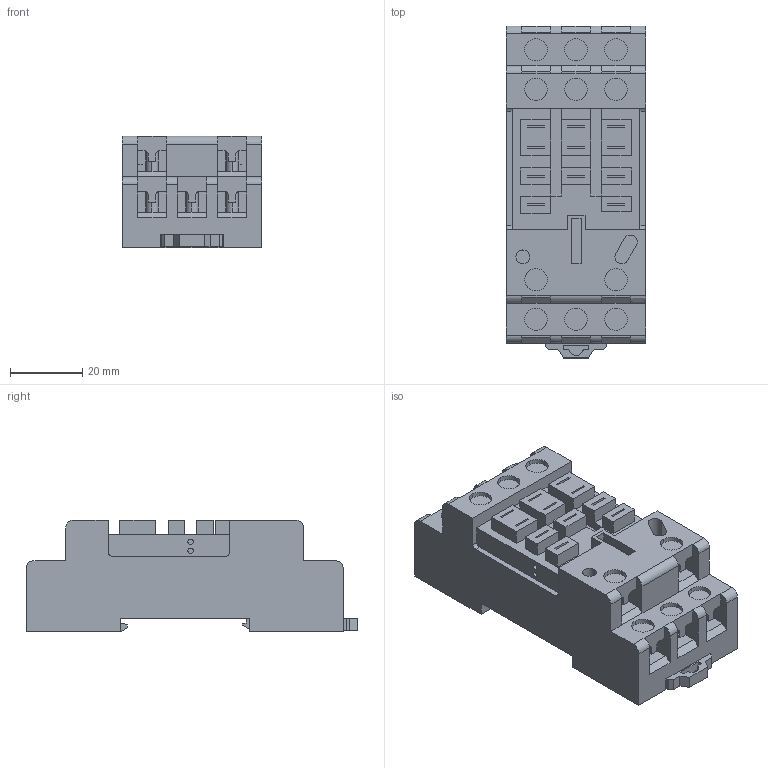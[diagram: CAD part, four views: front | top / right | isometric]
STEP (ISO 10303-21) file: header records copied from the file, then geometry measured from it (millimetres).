
FILE_DESCRIPTION(('CATIA V5R19 STEP'),'2;1');
FILE_NAME ('6882842_4', '2015-02-12T06:37:29+00:00', ('Weidmueller Interface'), ('Weidmueller'), 'CATIA Version 5 Release 20 SP 5 (IN-10)', 'CATIA V5 STEP AP214', 'none');
FILE_SCHEMA(('AUTOMOTIVE_DESIGN { 1 0 10303 214 1 1 1 1 }'));
Length unit declared in the file: millimetre
Products named in the file (1): 1220250000
Bounding box: 38.7 x 92.1 x 31 mm (x, y, z)
Volume: 79445 mm3; surface area: 22391 mm2
Topology: 2 solids, 2 shells, 430 faces, 1158 edges, 763 vertices
Faces by surface type: plane 331, cylinder 98, extrusion 1
Entity records: 15642 total; most frequent: CARTESIAN_POINT 2514, ORIENTED_EDGE 2316, DIRECTION 1638, EDGE_CURVE 1158, VECTOR 884, LINE 883, VERTEX_POINT 763, EDGE_LOOP 487
